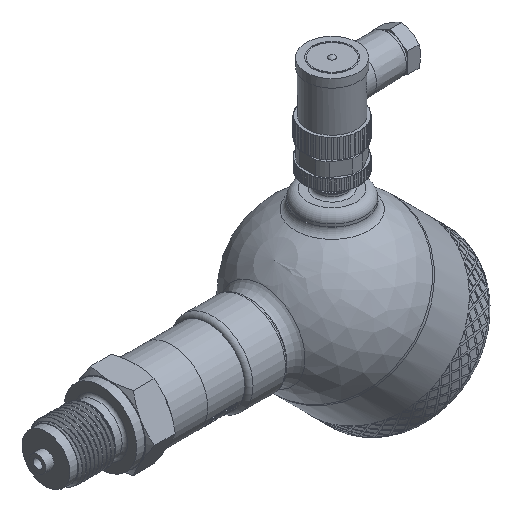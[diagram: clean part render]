
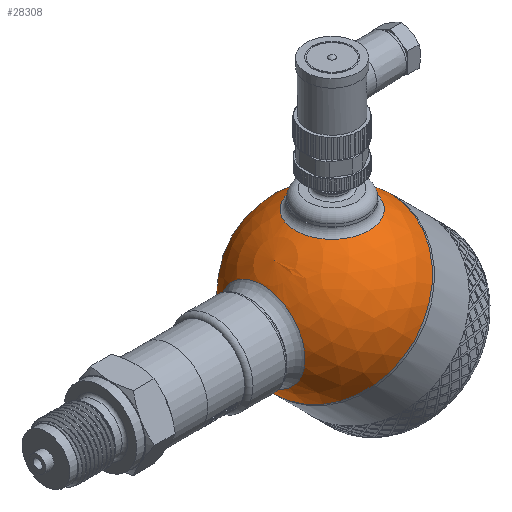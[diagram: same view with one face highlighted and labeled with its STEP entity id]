
A CAD part, isometric view. The second image highlights one B-rep face of the part: STEP entity #28308.
In plain terms, the highlighted spherical face has radius 30 mm.
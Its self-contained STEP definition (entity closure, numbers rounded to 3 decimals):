
#45=SPHERICAL_SURFACE('',#30042,30.);
#146=FACE_BOUND('',#3779,.T.);
#147=FACE_BOUND('',#3780,.T.);
#1971=FACE_OUTER_BOUND('',#3778,.T.);
#3778=EDGE_LOOP('',(#20183,#20184,#20185,#20186));
#3779=EDGE_LOOP('',(#20187));
#3780=EDGE_LOOP('',(#20188));
#5495=CIRCLE('',#29965,30.);
#5496=CIRCLE('',#29966,30.);
#5523=CIRCLE('',#30038,13.5);
#5526=CIRCLE('',#30043,30.);
#5527=CIRCLE('',#30044,15.643);
#11003=VERTEX_POINT('',#38962);
#11004=VERTEX_POINT('',#38964);
#11479=VERTEX_POINT('',#45026);
#11481=VERTEX_POINT('',#45033);
#11482=VERTEX_POINT('',#45035);
#14055=EDGE_CURVE('',#11003,#11004,#5495,.T.);
#14056=EDGE_CURVE('',#11004,#11003,#5496,.T.);
#14771=EDGE_CURVE('',#11479,#11479,#5523,.T.);
#14774=EDGE_CURVE('',#11004,#11481,#5526,.T.);
#14775=EDGE_CURVE('',#11482,#11482,#5527,.T.);
#20183=ORIENTED_EDGE('',*,*,#14056,.F.);
#20184=ORIENTED_EDGE('',*,*,#14774,.T.);
#20185=ORIENTED_EDGE('',*,*,#14774,.F.);
#20186=ORIENTED_EDGE('',*,*,#14055,.F.);
#20187=ORIENTED_EDGE('',*,*,#14775,.F.);
#20188=ORIENTED_EDGE('',*,*,#14771,.F.);
#28308=ADVANCED_FACE('',(#1971,#146,#147),#45,.T.);
#29965=AXIS2_PLACEMENT_3D('',#38965,#31834,#31835);
#29966=AXIS2_PLACEMENT_3D('',#38966,#31836,#31837);
#30038=AXIS2_PLACEMENT_3D('',#45027,#32232,#32233);
#30042=AXIS2_PLACEMENT_3D('',#45032,#32240,#32241);
#30043=AXIS2_PLACEMENT_3D('',#45034,#32242,#32243);
#30044=AXIS2_PLACEMENT_3D('',#45036,#32244,#32245);
#31834=DIRECTION('center_axis',(1.,0.,0.));
#31835=DIRECTION('ref_axis',(0.,1.,0.));
#31836=DIRECTION('center_axis',(1.,0.,0.));
#31837=DIRECTION('ref_axis',(0.,1.,0.));
#32232=DIRECTION('center_axis',(-0.707,0.,-0.707));
#32233=DIRECTION('ref_axis',(-0.707,0.,0.707));
#32240=DIRECTION('center_axis',(1.,0.,0.));
#32241=DIRECTION('ref_axis',(0.,-1.,0.));
#32242=DIRECTION('center_axis',(0.,0.,1.));
#32243=DIRECTION('ref_axis',(0.,1.,0.));
#32244=DIRECTION('center_axis',(-0.707,0.,0.707));
#32245=DIRECTION('ref_axis',(0.707,0.,0.707));
#38962=CARTESIAN_POINT('',(0.,-30.,0.));
#38964=CARTESIAN_POINT('',(0.,30.,0.));
#38965=CARTESIAN_POINT('Origin',(0.,0.,0.));
#38966=CARTESIAN_POINT('Origin',(0.,0.,0.));
#45026=CARTESIAN_POINT('',(-9.398,0.,-28.49));
#45027=CARTESIAN_POINT('Origin',(-18.944,0.,-18.944));
#45032=CARTESIAN_POINT('Origin',(0.,0.,0.));
#45033=CARTESIAN_POINT('',(-30.,0.,0.));
#45034=CARTESIAN_POINT('Origin',(0.,0.,0.));
#45035=CARTESIAN_POINT('',(-29.162,0.,7.04));
#45036=CARTESIAN_POINT('Origin',(-18.101,0.,18.101));
